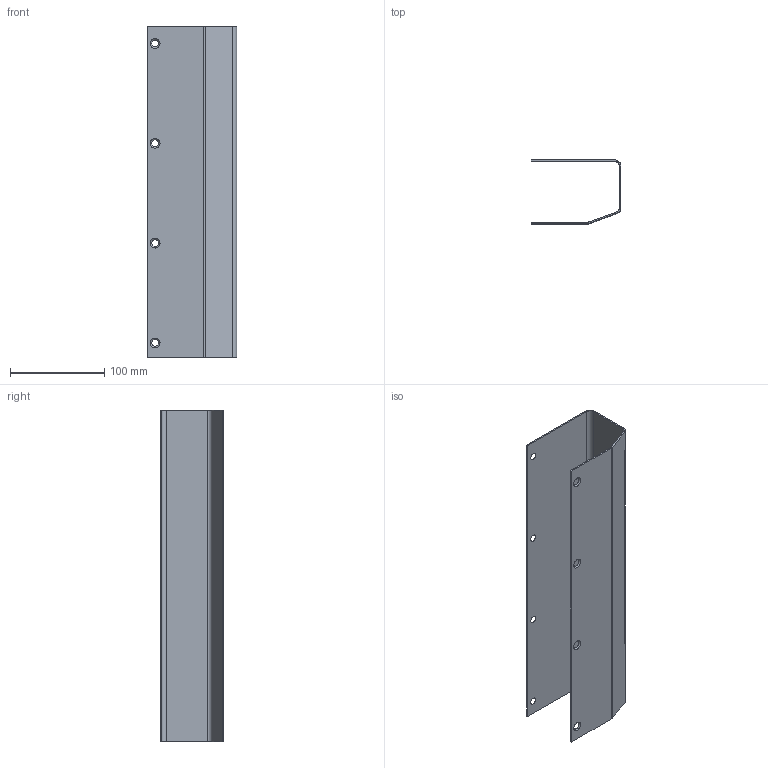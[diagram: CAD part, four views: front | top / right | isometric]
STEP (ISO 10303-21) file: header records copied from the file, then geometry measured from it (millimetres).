
FILE_DESCRIPTION (( 'STEP AP214' ), '1' );
FILE_NAME ('Carcasa_Grande_Plana if.STEP', '2024-02-19T21:29:04', ( '' ), ( '' ), 'SwSTEP 2.0', 'SolidWorks 2024', '' );
FILE_SCHEMA (( 'AUTOMOTIVE_DESIGN' ));
Length unit declared in the file: millimetre
Products named in the file (1): Carcasa_Grande_Plana if_Predeterminado
Bounding box: 95.38 x 67.63 x 352.6 mm (x, y, z)
Volume: 127121.2 mm3; surface area: 171733.7 mm2
Topology: 1 solids, 1 shells, 46 faces, 108 edges, 64 vertices
Faces by surface type: plane 24, cone 16, cylinder 6
Entity records: 1359 total; most frequent: DIRECTION 246, CARTESIAN_POINT 219, ORIENTED_EDGE 216, EDGE_CURVE 108, AXIS2_PLACEMENT_3D 91, LINE 64, VECTOR 64, VERTEX_POINT 64
